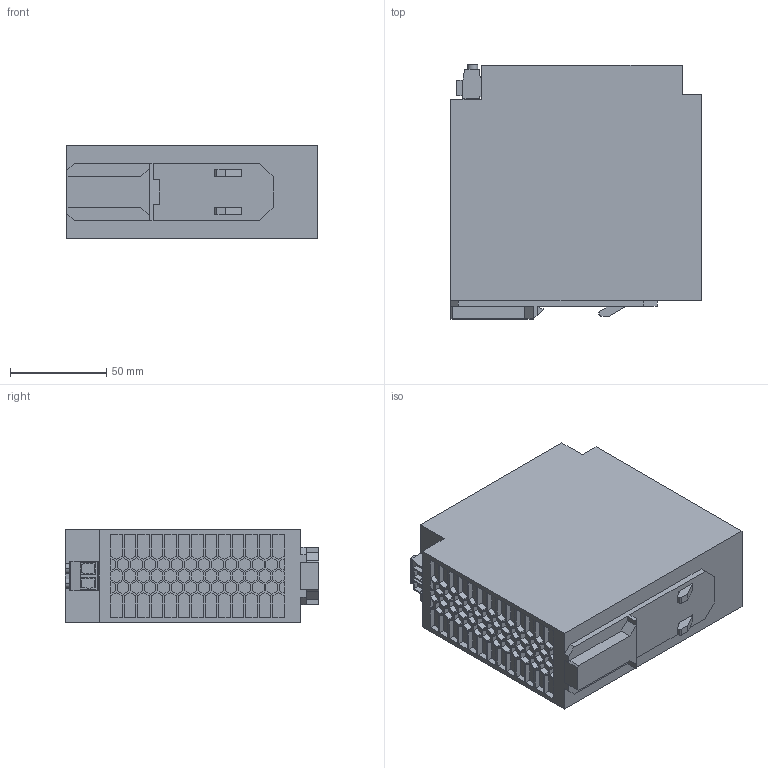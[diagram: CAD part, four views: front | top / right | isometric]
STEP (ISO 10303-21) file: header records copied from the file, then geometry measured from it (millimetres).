
FILE_DESCRIPTION(('SolidDesigner STEP Export'),'2;1');
FILE_NAME('2320555_QUINT_PS_24DC_24DC_10_CO-select.stp','2013-02-08T12:10:49',(''),(''),'Creo Elements/Direct Modeling STEP processor for AP214 (Solid Model)','Creo Elements/Direct Modeling 18.1 06-May-2012 (C) Parametric Technology GmbH','');
FILE_SCHEMA(('AUTOMOTIVE_DESIGN { 1 0 10303 214 1 1 1 1 }'));
Length unit declared in the file: millimetre
Products named in the file (2): 2320555_QUINT_PS_24DC_24DC_10_CO-select
Assembly tree (1 placements, depth 2):
  2320555_QUINT_PS_24DC_24DC_10_CO-select
    2320555_QUINT_PS_24DC_24DC_10_CO-select
Bounding box: 130.05 x 131.64 x 48 mm (x, y, z)
Volume: 738885.3 mm3; surface area: 69120.7 mm2
Topology: 1 solids, 1 shells, 1063 faces, 2703 edges, 1802 vertices
Faces by surface type: plane 1007, cylinder 56
Entity records: 32825 total; most frequent: CARTESIAN_POINT 5489, ORIENTED_EDGE 5406, DIRECTION 4795, EDGE_CURVE 2703, VECTOR 2579, LINE 2579, VERTEX_POINT 1802, EDGE_LOOP 1223
